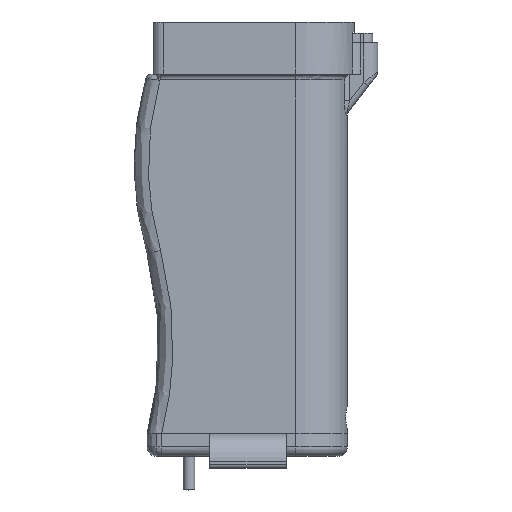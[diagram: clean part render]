
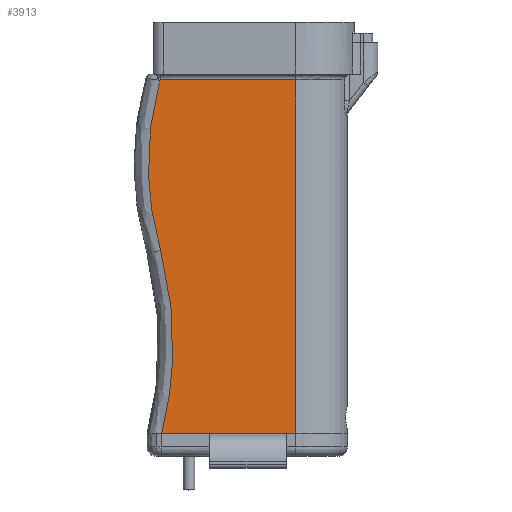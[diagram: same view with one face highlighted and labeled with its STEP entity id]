
A CAD part, top view. The second image highlights one B-rep face of the part: STEP entity #3913.
In plain terms, the highlighted planar face has unit normal (0, -0.003, 1).
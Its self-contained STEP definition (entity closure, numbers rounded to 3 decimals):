
#18=CARTESIAN_POINT('',(-17.848,-47.5,11.05));
#904=DIRECTION('',(0.,1.,0.));
#905=VECTOR('',#904,75.55);
#906=CARTESIAN_POINT('',(10.75,-47.5,11.05));
#907=LINE('',#906,#905);
#1195=DIRECTION('',(-1.,0.,0.));
#1196=VECTOR('',#1195,28.936);
#1197=CARTESIAN_POINT('',(10.75,28.05,11.05));
#1198=LINE('',#1197,#1196);
#1199=DIRECTION('',(-1.,0.,0.));
#1200=VECTOR('',#1199,28.598);
#1201=CARTESIAN_POINT('',(10.75,-47.5,11.05));
#1202=LINE('',#1201,#1200);
#1203=CARTESIAN_POINT('',(-18.056,-8.31,
11.05));
#1204=CARTESIAN_POINT('',(-17.766,-9.423,
11.05));
#1205=CARTESIAN_POINT('',(-17.241,-11.621,
11.05));
#1206=CARTESIAN_POINT('',(-16.608,-14.823,
11.05));
#1207=CARTESIAN_POINT('',(-16.115,-17.966,
11.05));
#1208=CARTESIAN_POINT('',(-15.754,-21.06,
11.05));
#1209=CARTESIAN_POINT('',(-15.517,-24.131,
11.05));
#1210=CARTESIAN_POINT('',(-15.404,-27.202,
11.05));
#1211=CARTESIAN_POINT('',(-15.416,-30.294,
11.05));
#1212=CARTESIAN_POINT('',(-15.556,-33.426,
11.05));
#1213=CARTESIAN_POINT('',(-15.834,-36.615,
11.05));
#1214=CARTESIAN_POINT('',(-16.265,-39.924,
11.05));
#1215=CARTESIAN_POINT('',(-16.892,-43.484,
11.05));
#1216=CARTESIAN_POINT('',(-17.493,-46.124,
11.05));
#1217=CARTESIAN_POINT('',(-17.848,-47.5,11.05));
#1219=CARTESIAN_POINT('',(-18.186,28.05,11.05));
#1220=CARTESIAN_POINT('',(-18.436,27.151,11.05));
#1221=CARTESIAN_POINT('',(-18.9,25.352,11.05));
#1222=CARTESIAN_POINT('',(-19.483,22.653,11.05));
#1223=CARTESIAN_POINT('',(-19.956,19.939,11.05));
#1224=CARTESIAN_POINT('',(-20.314,17.219,11.05));
#1225=CARTESIAN_POINT('',(-20.558,14.493,11.05));
#1226=CARTESIAN_POINT('',(-20.687,11.761,11.05));
#1227=CARTESIAN_POINT('',(-20.7,9.024,11.05));
#1228=CARTESIAN_POINT('',(-20.595,6.283,11.05));
#1229=CARTESIAN_POINT('',(-20.374,3.538,11.05));
#1230=CARTESIAN_POINT('',(-20.035,0.793,
11.05));
#1231=CARTESIAN_POINT('',(-19.573,-1.997,
11.05));
#1232=CARTESIAN_POINT('',(-18.948,-4.977,
11.05));
#1233=CARTESIAN_POINT('',(-18.381,-7.171,
11.05));
#1234=CARTESIAN_POINT('',(-18.056,-8.31,
11.05));
#1664=CARTESIAN_POINT('',(10.75,-47.5,11.05));
#1666=VERTEX_POINT('',#1664);
#1667=VERTEX_POINT('',#18);
#1670=VERTEX_POINT('',#1203);
#1761=CARTESIAN_POINT('',(10.75,28.05,11.05));
#1763=VERTEX_POINT('',#1761);
#1790=CARTESIAN_POINT('',(-18.186,28.05,11.05));
#1791=VERTEX_POINT('',#1790);
#3901=CARTESIAN_POINT('',(-18.95,-47.5,11.05));
#3902=DIRECTION('',(0.,0.,-1.));
#3903=DIRECTION('',(1.,0.,0.));
#3904=AXIS2_PLACEMENT_3D('',#3901,#3902,#3903);
#3905=PLANE('',#3904);
#3906=ORIENTED_EDGE('',*,*,#3891,.F.);
#3907=ORIENTED_EDGE('',*,*,#3203,.F.);
#3908=ORIENTED_EDGE('',*,*,#1906,.T.);
#3909=ORIENTED_EDGE('',*,*,#2181,.F.);
#3910=ORIENTED_EDGE('',*,*,#2257,.F.);
#3911=EDGE_LOOP('',(#3906,#3907,#3908,#3909,#3910));
#3912=FACE_OUTER_BOUND('',#3911,.F.);
#3913=ADVANCED_FACE('',(#3912),#3905,.F.);
#1218=B_SPLINE_CURVE_WITH_KNOTS('',3,(#1203,#1204,#1205,#1206,#1207,#1208,#1209,
#1210,#1211,#1212,#1213,#1214,#1215,#1216,#1217),.UNSPECIFIED.,.F.,.F.,(4,1,1,1,
1,1,1,1,1,1,1,1,4),(0.,0.083,0.167,0.25,
0.333,0.417,0.5,0.583,0.667,
0.75,0.833,0.917,1.),.UNSPECIFIED.);
#1235=B_SPLINE_CURVE_WITH_KNOTS('',3,(#1219,#1220,#1221,#1222,#1223,#1224,#1225,
#1226,#1227,#1228,#1229,#1230,#1231,#1232,#1233,#1234),.UNSPECIFIED.,.F.,.F.,(4,
1,1,1,1,1,1,1,1,1,1,1,1,4),(0.,0.077,0.154,
0.231,0.308,0.385,0.462,
0.538,0.615,0.692,0.769,
0.846,0.923,1.),.UNSPECIFIED.);
#1906=EDGE_CURVE('',#1666,#1667,#1202,.T.);
#2181=EDGE_CURVE('',#1670,#1667,#1218,.T.);
#2257=EDGE_CURVE('',#1791,#1670,#1235,.T.);
#3203=EDGE_CURVE('',#1666,#1763,#907,.T.);
#3891=EDGE_CURVE('',#1763,#1791,#1198,.T.);
